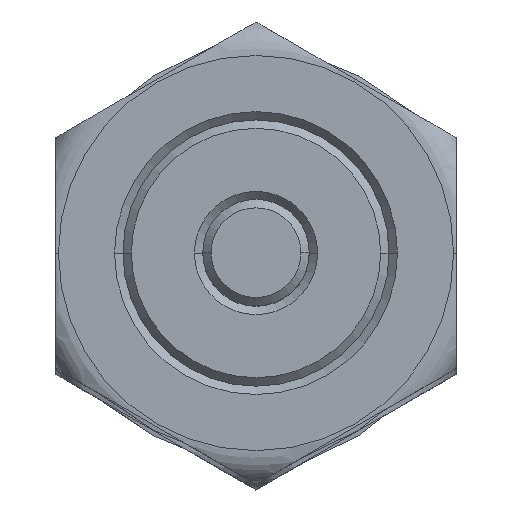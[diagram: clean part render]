
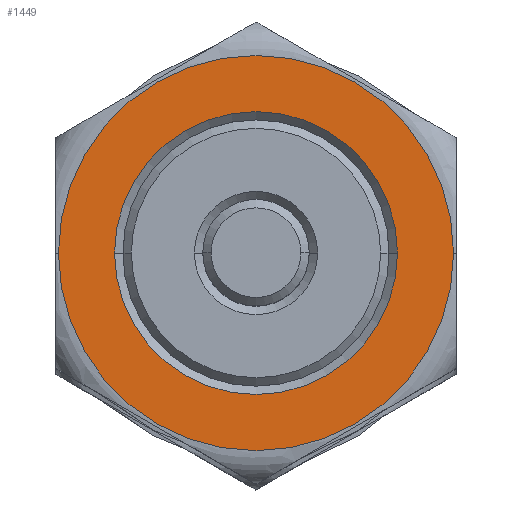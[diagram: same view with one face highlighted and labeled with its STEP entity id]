
A CAD part, top view. The second image highlights one B-rep face of the part: STEP entity #1449.
In plain terms, the highlighted planar face has unit normal (0, 0, 1).
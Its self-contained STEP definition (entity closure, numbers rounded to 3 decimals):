
#59 = CARTESIAN_POINT ( 'NONE',  ( 0., 0., 4.826 ) ) ;
#111 = AXIS2_PLACEMENT_3D ( 'NONE', #1221, #364, #262 ) ;
#262 = DIRECTION ( 'NONE',  ( -1., 0., 0. ) ) ;
#364 = DIRECTION ( 'NONE',  ( 0., 0., -1. ) ) ;
#419 = DIRECTION ( 'NONE',  ( 0., 0., 1. ) ) ;
#605 = ORIENTED_EDGE ( 'NONE', *, *, #3218, .T. ) ;
#726 = CARTESIAN_POINT ( 'NONE',  ( 0., 0., 4.826 ) ) ;
#799 = VERTEX_POINT ( 'NONE', #2158 ) ;
#812 = CARTESIAN_POINT ( 'NONE',  ( 0., 0., 4.826 ) ) ;
#883 = VERTEX_POINT ( 'NONE', #1290 ) ;
#919 = PLANE ( 'NONE',  #111 ) ;
#923 = AXIS2_PLACEMENT_3D ( 'NONE', #812, #419, #1150 ) ;
#972 = CARTESIAN_POINT ( 'NONE',  ( -11.785, 0., 4.826 ) ) ;
#1150 = DIRECTION ( 'NONE',  ( 1., 0., 0. ) ) ;
#1172 = CIRCLE ( 'NONE', #923, 11.785 ) ;
#1221 = CARTESIAN_POINT ( 'NONE',  ( 11.938, 6.892, 4.826 ) ) ;
#1290 = CARTESIAN_POINT ( 'NONE',  ( 11.785, 0., 4.826 ) ) ;
#1355 = EDGE_LOOP ( 'NONE', ( #605, #1570 ) ) ;
#1449 = ADVANCED_FACE ( 'NONE', ( #1819, #3963 ), #919, .F. ) ;
#1570 = ORIENTED_EDGE ( 'NONE', *, *, #4170, .T. ) ;
#1608 = EDGE_CURVE ( 'NONE', #1775, #799, #1702, .T. ) ;
#1650 = CIRCLE ( 'NONE', #1969, 8.438 ) ;
#1665 = DIRECTION ( 'NONE',  ( 0., 0., 1. ) ) ;
#1671 = CARTESIAN_POINT ( 'NONE',  ( 0., 0., 4.826 ) ) ;
#1673 = DIRECTION ( 'NONE',  ( 1., 0., 0. ) ) ;
#1694 = DIRECTION ( 'NONE',  ( 1., 0., 0. ) ) ;
#1702 = CIRCLE ( 'NONE', #1735, 8.438 ) ;
#1735 = AXIS2_PLACEMENT_3D ( 'NONE', #726, #1833, #2440 ) ;
#1775 = VERTEX_POINT ( 'NONE', #3803 ) ;
#1819 = FACE_OUTER_BOUND ( 'NONE', #1355, .T. ) ;
#1833 = DIRECTION ( 'NONE',  ( 0., 0., 1. ) ) ;
#1841 = AXIS2_PLACEMENT_3D ( 'NONE', #1671, #1665, #1673 ) ;
#1969 = AXIS2_PLACEMENT_3D ( 'NONE', #59, #4115, #1694 ) ;
#2121 = ORIENTED_EDGE ( 'NONE', *, *, #3089, .F. ) ;
#2158 = CARTESIAN_POINT ( 'NONE',  ( -8.438, 0., 4.826 ) ) ;
#2440 = DIRECTION ( 'NONE',  ( 1., 0., 0. ) ) ;
#2533 = VERTEX_POINT ( 'NONE', #972 ) ;
#2805 = EDGE_LOOP ( 'NONE', ( #4025, #2121 ) ) ;
#3089 = EDGE_CURVE ( 'NONE', #799, #1775, #1650, .T. ) ;
#3218 = EDGE_CURVE ( 'NONE', #883, #2533, #1172, .T. ) ;
#3733 = CIRCLE ( 'NONE', #1841, 11.785 ) ;
#3803 = CARTESIAN_POINT ( 'NONE',  ( 8.438, 0., 4.826 ) ) ;
#3963 = FACE_BOUND ( 'NONE', #2805, .T. ) ;
#4025 = ORIENTED_EDGE ( 'NONE', *, *, #1608, .F. ) ;
#4115 = DIRECTION ( 'NONE',  ( 0., 0., 1. ) ) ;
#4170 = EDGE_CURVE ( 'NONE', #2533, #883, #3733, .T. ) ;
